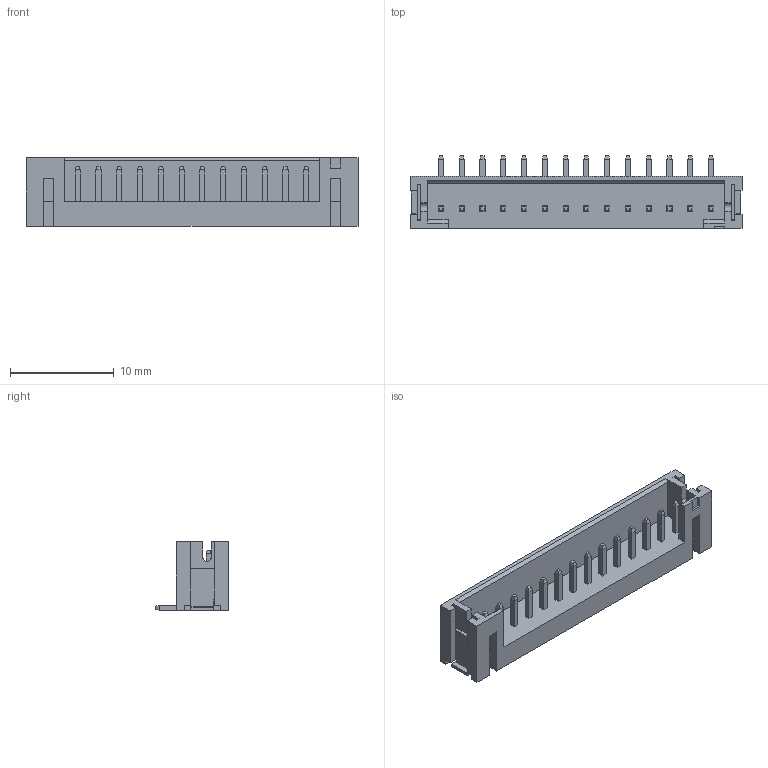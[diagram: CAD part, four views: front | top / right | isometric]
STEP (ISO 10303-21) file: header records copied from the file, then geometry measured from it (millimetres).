
FILE_DESCRIPTION(('STEP AP214'), '1');
FILE_NAME('BxB-PH-SM4-TB', '', ('UNSPECIFIED'), ('UNSPECIFIED'), 'ASCON STEP Converter 1.6', 'ASCON Math Kernel', '');
FILE_SCHEMA(('AUTOMOTIVE_DESIGN { 1 0 10303 214 3 1 1}'));
Length unit declared in the file: millimetre
Bounding box: 31.95 x 7 x 6.6 mm (x, y, z)
Volume: 516.8 mm3; surface area: 1280.9 mm2
Topology: 3 solids, 3 shells, 465 faces, 1163 edges, 728 vertices
Faces by surface type: plane 431, cylinder 34
Entity records: 17257 total; most frequent: CARTESIAN_POINT 2357, ORIENTED_EDGE 2326, DIRECTION 2191, EDGE_CURVE 1163, LINE 1067, VECTOR 1067, VERTEX_POINT 728, AXIS2_PLACEMENT_3D 562
